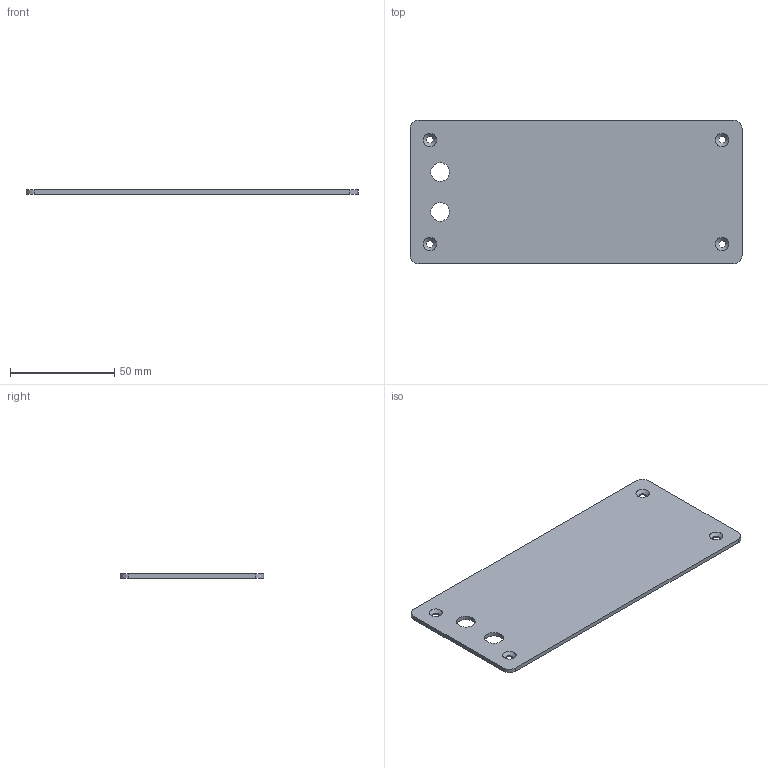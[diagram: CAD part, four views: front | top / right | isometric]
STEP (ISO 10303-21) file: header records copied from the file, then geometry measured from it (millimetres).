
FILE_DESCRIPTION(('HOOPS Exchange Step'),'2;1');
FILE_NAME('export-50C90085-BD3E-4E99-8FCD-E8423242C329.stp','2021-05-25T20:28:52+20:00',('xyz'),('Alibre'),'HOOPS Exchange 2021.0','Alibre','Unknown authorisation');
FILE_SCHEMA( ('AP242_MANAGED_MODEL_BASED_3D_ENGINEERING_MIM_LF {1 0 10303 442 1 1 4 }') );
Length unit declared in the file: millimetre
Products named in the file (1): weight-inside
Bounding box: 159.5 x 69.05 x 2 mm (x, y, z)
Volume: 21608.7 mm3; surface area: 22744.1 mm2
Topology: 1 solids, 1 shells, 20 faces, 58 edges, 40 vertices
Faces by surface type: cylinder 10, plane 6, cone 4
Full cylindrical faces by diameter (mm): 3.4 x4, 9 x2
Entity records: 740 total; most frequent: DIRECTION 134, CARTESIAN_POINT 120, ORIENTED_EDGE 116, EDGE_CURVE 58, AXIS2_PLACEMENT_3D 54, VERTEX_POINT 40, CIRCLE 32, EDGE_LOOP 32
